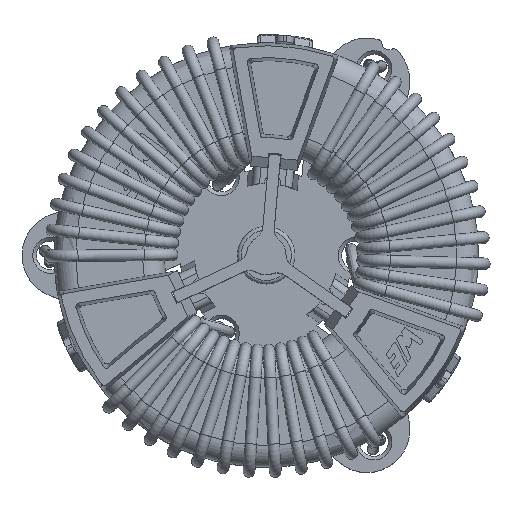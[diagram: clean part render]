
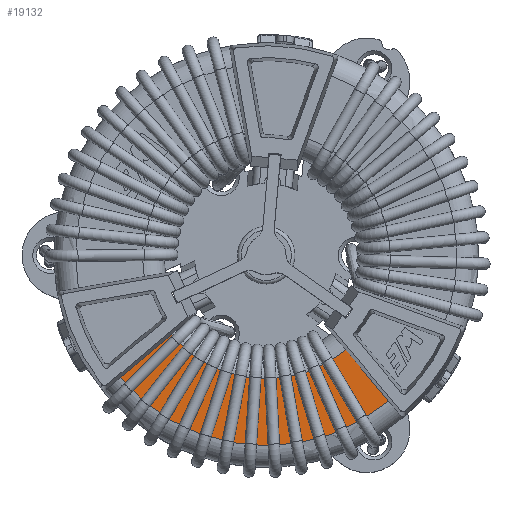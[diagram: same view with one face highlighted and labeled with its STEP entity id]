
A CAD part, top view. The second image highlights one B-rep face of the part: STEP entity #19132.
In plain terms, the highlighted face is planar.
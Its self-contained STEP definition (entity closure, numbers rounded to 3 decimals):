
#1486=CIRCLE('',#25389,17.25);
#1487=CIRCLE('',#25391,26.55);
#4230=ORIENTED_EDGE('',*,*,#8477,.F.);
#4231=ORIENTED_EDGE('',*,*,#8798,.F.);
#4232=ORIENTED_EDGE('',*,*,#8794,.F.);
#4233=ORIENTED_EDGE('',*,*,#8797,.F.);
#8477=EDGE_CURVE('',#10683,#11015,#12835,.T.);
#8794=EDGE_CURVE('',#11192,#10927,#12974,.T.);
#8797=EDGE_CURVE('',#11015,#11192,#1486,.T.);
#8798=EDGE_CURVE('',#10927,#10683,#1487,.T.);
#10683=VERTEX_POINT('',#33377);
#10927=VERTEX_POINT('',#34140);
#11015=VERTEX_POINT('',#34608);
#11192=VERTEX_POINT('',#36339);
#12835=LINE('',#34607,#14180);
#12974=LINE('',#36338,#14319);
#14180=VECTOR('',#28282,1000.);
#14319=VECTOR('',#28889,1000.);
#15491=EDGE_LOOP('',(#4230,#4231,#4232,#4233));
#17108=FACE_BOUND('',#15491,.T.);
#18499=PLANE('',#25390);
#19132=ADVANCED_FACE('',(#17108),#18499,.F.);
#25389=AXIS2_PLACEMENT_3D('',#36344,#28897,#28898);
#25390=AXIS2_PLACEMENT_3D('',#36345,#28899,#28900);
#25391=AXIS2_PLACEMENT_3D('',#36346,#28901,#28902);
#28282=DIRECTION('',(0.766,0.,-0.643));
#28889=DIRECTION('',(0.643,0.,0.766));
#28897=DIRECTION('',(0.,1.,0.));
#28898=DIRECTION('',(-0.766,0.,0.643));
#28899=DIRECTION('',(0.,-1.,0.));
#28900=DIRECTION('',(0.819,0.,0.574));
#28901=DIRECTION('',(0.,-1.,0.));
#28902=DIRECTION('',(0.643,0.,0.766));
#33377=CARTESIAN_POINT('',(-20.338,27.5,17.066));
#34140=CARTESIAN_POINT('',(17.066,27.5,20.338));
#34607=CARTESIAN_POINT('',(-20.338,27.5,17.066));
#34608=CARTESIAN_POINT('',(-13.214,27.5,11.088));
#36338=CARTESIAN_POINT('',(11.088,27.5,13.214));
#36339=CARTESIAN_POINT('',(11.088,27.5,13.214));
#36344=CARTESIAN_POINT('',(0.,27.5,0.));
#36345=CARTESIAN_POINT('',(0.,27.5,0.));
#36346=CARTESIAN_POINT('',(0.,27.5,0.));
